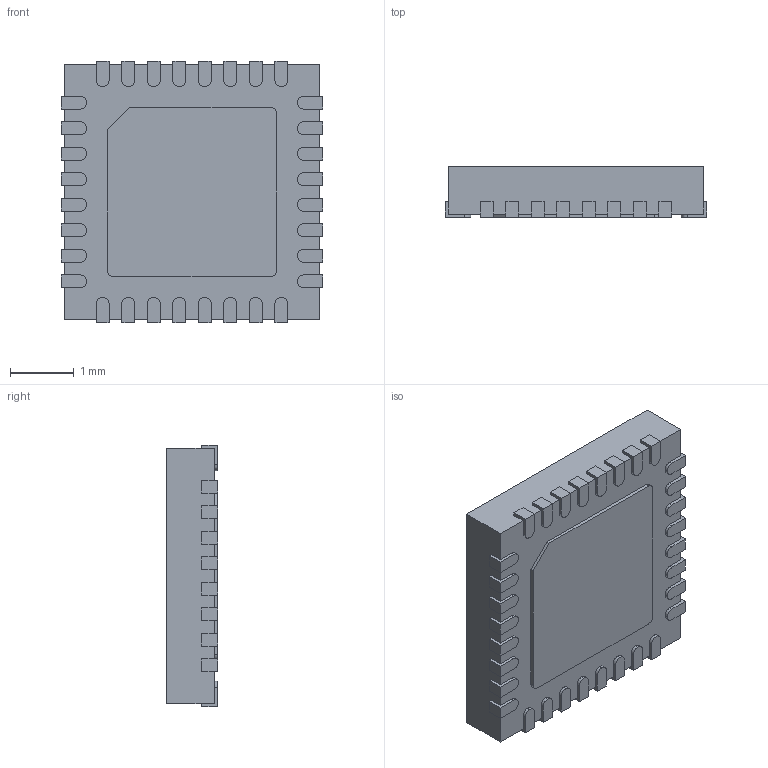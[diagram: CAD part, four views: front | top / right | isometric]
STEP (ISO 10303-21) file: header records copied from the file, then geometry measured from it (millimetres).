
FILE_DESCRIPTION (( 'STEP AP214' ), '1' );
FILE_NAME ( 'QFN33P40_400X400X80L40X20T265.STEP', '2018-03-25T14:33:00', ( '' ), ( '' ), 'Part was generated with the free Library Expert Lite available at www.PCBLibraries.com. Removing line will violate the End User License Agreement.', '©2017 PCB Libraries, Inc.', '' );
FILE_SCHEMA (( 'AUTOMOTIVE_DESIGN' ));
Length unit declared in the file: millimetre
Products named in the file (1): QFN33P40_400X400X80L40X20T265
Bounding box: 4.1 x 0.8 x 4.1 mm (x, y, z)
Volume: 12.5 mm3; surface area: 72.4 mm2
Topology: 34 solids, 34 shells, 316 faces, 738 edges, 492 vertices
Faces by surface type: plane 244, cylinder 70, torus 2
Entity records: 10199 total; most frequent: CARTESIAN_POINT 1547, DIRECTION 1518, ORIENTED_EDGE 1476, EDGE_CURVE 738, VECTOR 592, LINE 592, VERTEX_POINT 492, AXIS2_PLACEMENT_3D 463
